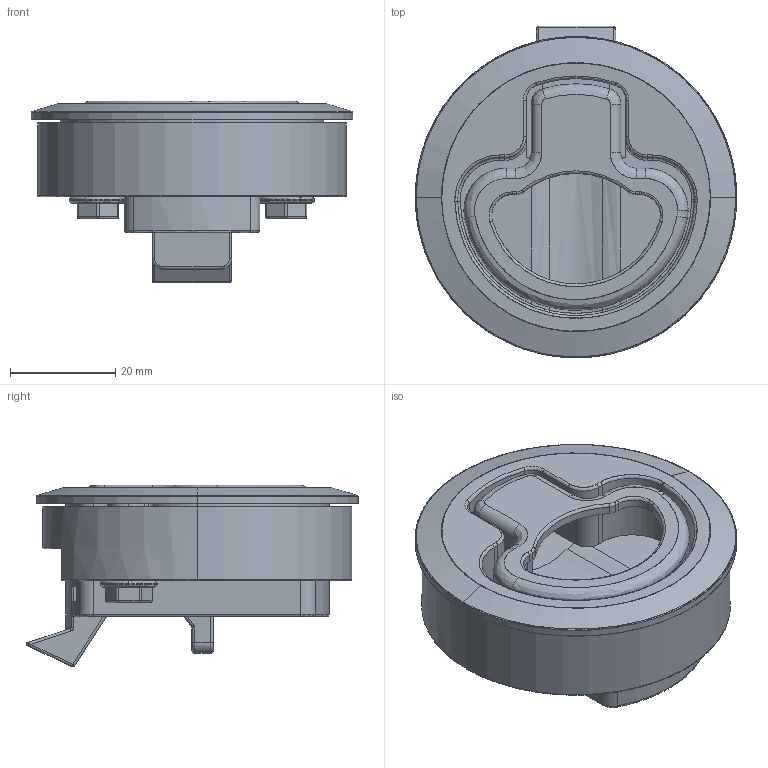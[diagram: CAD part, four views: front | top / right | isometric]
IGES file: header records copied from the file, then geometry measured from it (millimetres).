
Start section: SolidWorks IGES file using analytic representation for surfaces
Bounding box: 61 x 63 x 34.49 mm (x, y, z)
Surface area: 28358.5 mm2 (no closed solid volume)
Topology: 0 solids, 0 shells, 550 faces, 5909 edges, 5876 vertices
Faces by surface type: revolution 302, bspline 248
